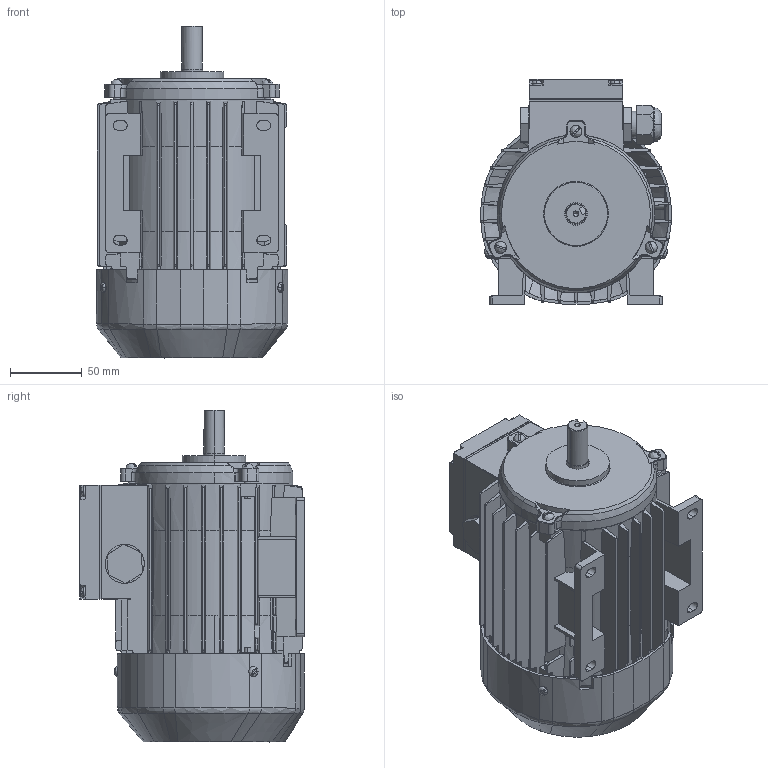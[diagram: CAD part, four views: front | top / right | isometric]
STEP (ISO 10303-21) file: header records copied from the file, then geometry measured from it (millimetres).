
FILE_DESCRIPTION (( 'STEP AP203' ), '1' );
FILE_NAME ('Äâèãàòåëü ÀÈÐ 63 .STEP', '2018-01-22T04:38:05', ( 'ÒàíüÂàíü' ), ( '' ), 'SwSTEP 2.0', 'SolidWorks 2009', '' );
FILE_SCHEMA (( 'CONFIG_CONTROL_DESIGN' ));
Length unit declared in the file: millimetre
Products named in the file (1): Äâèãàòåëü ÀÈÐ 63 
Bounding box: 133.18 x 156.7 x 231.37 mm (x, y, z)
Volume: 1902794 mm3; surface area: 264167.9 mm2
Topology: 1 solids, 1 shells, 1308 faces, 3768 edges, 2486 vertices
Faces by surface type: plane 736, cylinder 275, bspline 168, cone 121, torus 8
Entity records: 58883 total; most frequent: CARTESIAN_POINT 28758, ORIENTED_EDGE 7520, DIRECTION 4382, EDGE_CURVE 3760, VERTEX_POINT 2486, B_SPLINE_CURVE_WITH_KNOTS 1801, AXIS2_PLACEMENT_3D 1475, EDGE_LOOP 1470
